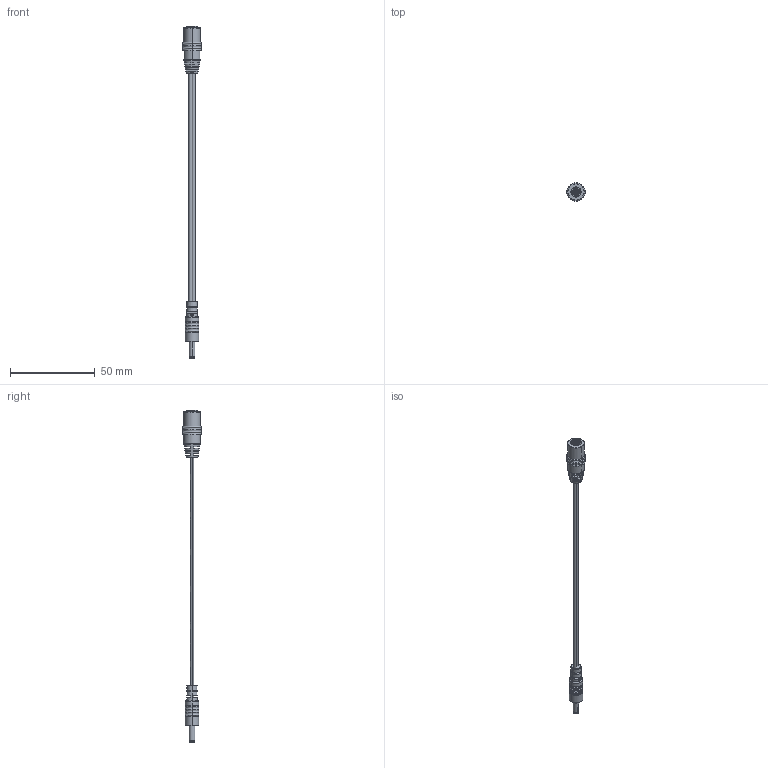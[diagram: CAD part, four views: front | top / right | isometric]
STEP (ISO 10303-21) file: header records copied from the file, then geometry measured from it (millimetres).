
FILE_DESCRIPTION (( 'STEP AP203' ), '1' );
FILE_NAME ('053-0379R_revA3.STEP', '2016-09-07T15:49:27', ( '' ), ( '' ), 'SwSTEP 2.0', 'SolidWorks 2015', '' );
FILE_SCHEMA (( 'CONFIG_CONTROL_DESIGN' ));
Length unit declared in the file: millimetre
Products named in the file (14): 50-00112; 50-00117 insulator; 30-00003_blunt cut; 50-00117 contact; 24-00050_default; 50-00117 pin; 24-00053_default; 50-00117 shell; 50-00112 contact; 50-00117; 50-00112 contact pin; 053-0379R_revA3; 50-00112 insulator; 50-00112 shell
Assembly tree (13 placements, depth 3):
  053-0379R_revA3
    30-00003_blunt cut
    24-00050_default
    24-00053_default
    50-00112
      50-00112 contact
      50-00112 contact pin
      50-00112 insulator
      50-00112 shell
    50-00117
      50-00117 insulator
      50-00117 contact
      50-00117 pin
      50-00117 shell
Bounding box: 10.8 x 10.8 x 196 mm (x, y, z)
Volume: 3564.4 mm3; surface area: 9221.9 mm2
Topology: 41 solids, 41 shells, 672 faces, 1613 edges, 1038 vertices
Faces by surface type: cylinder 239, plane 225, bspline 125, torus 44, cone 39
Entity records: 25313 total; most frequent: CARTESIAN_POINT 8940, ORIENTED_EDGE 3218, DIRECTION 2846, EDGE_CURVE 1609, AXIS2_PLACEMENT_3D 1187, VERTEX_POINT 1038, EDGE_LOOP 767, ADVANCED_FACE 672
